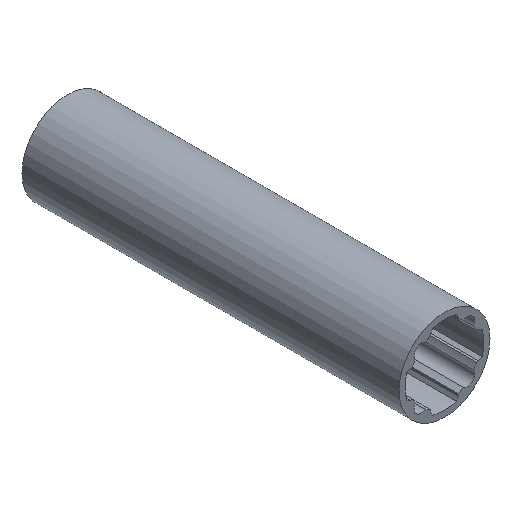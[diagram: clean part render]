
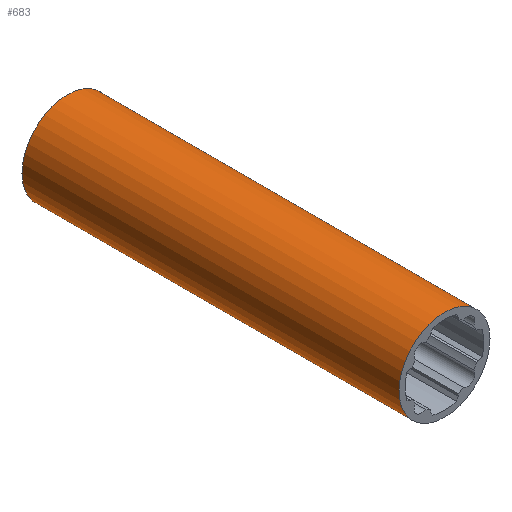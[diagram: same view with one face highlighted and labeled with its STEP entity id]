
A CAD part, isometric view. The second image highlights one B-rep face of the part: STEP entity #683.
In plain terms, the highlighted cylindrical face has radius 14.008 mm (diameter 28.015 mm), a full revolution.
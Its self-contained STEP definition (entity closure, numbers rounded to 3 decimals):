
#67=FACE_OUTER_BOUND('',#102,.T.);
#102=EDGE_LOOP('',(#564,#565,#566,#567));
#171=LINE('',#1171,#236);
#236=VECTOR('',#967,14.007);
#269=CIRCLE('',#765,14.007);
#270=CIRCLE('',#766,14.007);
#335=VERTEX_POINT('',#1168);
#336=VERTEX_POINT('',#1170);
#433=EDGE_CURVE('',#335,#335,#269,.T.);
#434=EDGE_CURVE('',#335,#336,#171,.T.);
#435=EDGE_CURVE('',#336,#336,#270,.T.);
#564=ORIENTED_EDGE('',*,*,#433,.F.);
#565=ORIENTED_EDGE('',*,*,#434,.T.);
#566=ORIENTED_EDGE('',*,*,#435,.F.);
#567=ORIENTED_EDGE('',*,*,#434,.F.);
#650=CYLINDRICAL_SURFACE('',#764,14.007);
#683=ADVANCED_FACE('',(#67),#650,.T.);
#764=AXIS2_PLACEMENT_3D('',#1167,#963,#964);
#765=AXIS2_PLACEMENT_3D('',#1169,#965,#966);
#766=AXIS2_PLACEMENT_3D('',#1172,#968,#969);
#963=DIRECTION('center_axis',(0.,-1.,0.));
#964=DIRECTION('ref_axis',(-1.,0.,0.));
#965=DIRECTION('center_axis',(0.,-1.,0.));
#966=DIRECTION('ref_axis',(-1.,0.,0.));
#967=DIRECTION('',(0.,1.,0.));
#968=DIRECTION('center_axis',(0.,1.,0.));
#969=DIRECTION('ref_axis',(-1.,0.,0.));
#1167=CARTESIAN_POINT('Origin',(-347.943,-3518.9,0.));
#1168=CARTESIAN_POINT('',(-333.935,-3635.,0.));
#1169=CARTESIAN_POINT('Origin',(-347.943,-3635.,0.));
#1170=CARTESIAN_POINT('',(-333.935,-3518.9,0.));
#1171=CARTESIAN_POINT('',(-333.935,-3518.9,0.));
#1172=CARTESIAN_POINT('Origin',(-347.943,-3518.9,0.));
